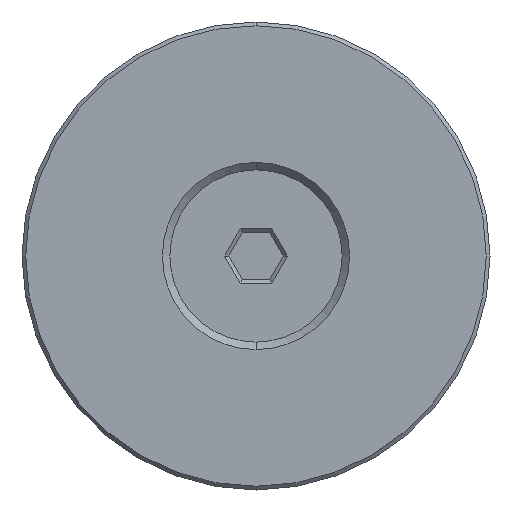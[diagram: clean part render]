
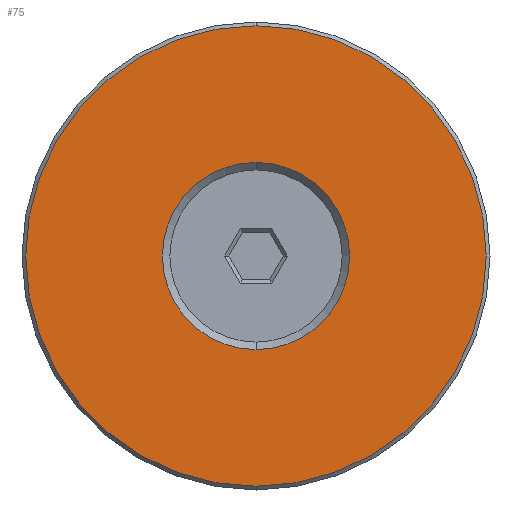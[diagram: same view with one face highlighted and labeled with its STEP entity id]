
A CAD part, front view. The second image highlights one B-rep face of the part: STEP entity #75.
In plain terms, the highlighted planar face has unit normal (0, -1, 0).
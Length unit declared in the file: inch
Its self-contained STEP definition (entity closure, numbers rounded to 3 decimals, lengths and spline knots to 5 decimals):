
#63 = EDGE_CURVE ( 'NONE', #121, #120, #588, .T. ) ;
#67 = ORIENTED_EDGE ( 'NONE', *, *, #119, .T. ) ;
#75 = ADVANCED_FACE ( 'NONE', ( #605, #604 ), #637, .F. ) ;
#76 = ORIENTED_EDGE ( 'NONE', *, *, #63, .T. ) ;
#78 = EDGE_LOOP ( 'NONE', ( #76, #67 ) ) ;
#79 = EDGE_LOOP ( 'NONE', ( #80, #81 ) ) ;
#80 = ORIENTED_EDGE ( 'NONE', *, *, #90, .T. ) ;
#81 = ORIENTED_EDGE ( 'NONE', *, *, #82, .T. ) ;
#82 = EDGE_CURVE ( 'NONE', #88, #91, #631, .T. ) ;
#88 = VERTEX_POINT ( 'NONE', #702 ) ;
#90 = EDGE_CURVE ( 'NONE', #91, #88, #701, .T. ) ;
#91 = VERTEX_POINT ( 'NONE', #696 ) ;
#119 = EDGE_CURVE ( 'NONE', #120, #121, #781, .T. ) ;
#120 = VERTEX_POINT ( 'NONE', #776 ) ;
#121 = VERTEX_POINT ( 'NONE', #775 ) ;
#585 = DIRECTION ( 'NONE',  ( 0., 0., 1. ) ) ;
#586 = DIRECTION ( 'NONE',  ( 0., -1., 0. ) ) ;
#587 = AXIS2_PLACEMENT_3D ( 'NONE', #593, #586, #585 ) ;
#588 = CIRCLE ( 'NONE', #587, 0.615 ) ;
#593 = CARTESIAN_POINT ( 'NONE',  ( -1.88469, 1.54643, -0.22085 ) ) ;
#604 = FACE_BOUND ( 'NONE', #79, .T. ) ;
#605 = FACE_OUTER_BOUND ( 'NONE', #78, .T. ) ;
#627 = DIRECTION ( 'NONE',  ( 0., 0., 1. ) ) ;
#628 = DIRECTION ( 'NONE',  ( 0., 1., 0. ) ) ;
#629 = CARTESIAN_POINT ( 'NONE',  ( -1.88469, 1.54643, -0.22085 ) ) ;
#630 = AXIS2_PLACEMENT_3D ( 'NONE', #629, #628, #627 ) ;
#631 = CIRCLE ( 'NONE', #630, 0.25 ) ;
#633 = DIRECTION ( 'NONE',  ( 0., 0., 1. ) ) ;
#634 = DIRECTION ( 'NONE',  ( 0., 1., 0. ) ) ;
#635 = CARTESIAN_POINT ( 'NONE',  ( -1.88469, 1.54643, -0.22085 ) ) ;
#636 = AXIS2_PLACEMENT_3D ( 'NONE', #635, #634, #633 ) ;
#637 = PLANE ( 'NONE',  #636 ) ;
#696 = CARTESIAN_POINT ( 'NONE',  ( -1.88469, 1.54643, -0.47085 ) ) ;
#697 = DIRECTION ( 'NONE',  ( 0., 0., 1. ) ) ;
#698 = DIRECTION ( 'NONE',  ( 0., 1., 0. ) ) ;
#699 = CARTESIAN_POINT ( 'NONE',  ( -1.88469, 1.54643, -0.22085 ) ) ;
#700 = AXIS2_PLACEMENT_3D ( 'NONE', #699, #698, #697 ) ;
#701 = CIRCLE ( 'NONE', #700, 0.25 ) ;
#702 = CARTESIAN_POINT ( 'NONE',  ( -1.88469, 1.54643, 0.02915 ) ) ;
#775 = CARTESIAN_POINT ( 'NONE',  ( -1.88469, 1.54643, 0.39415 ) ) ;
#776 = CARTESIAN_POINT ( 'NONE',  ( -1.88469, 1.54643, -0.83585 ) ) ;
#777 = DIRECTION ( 'NONE',  ( 0., 0., 1. ) ) ;
#778 = DIRECTION ( 'NONE',  ( 0., -1., 0. ) ) ;
#779 = CARTESIAN_POINT ( 'NONE',  ( -1.88469, 1.54643, -0.22085 ) ) ;
#780 = AXIS2_PLACEMENT_3D ( 'NONE', #779, #778, #777 ) ;
#781 = CIRCLE ( 'NONE', #780, 0.615 ) ;
